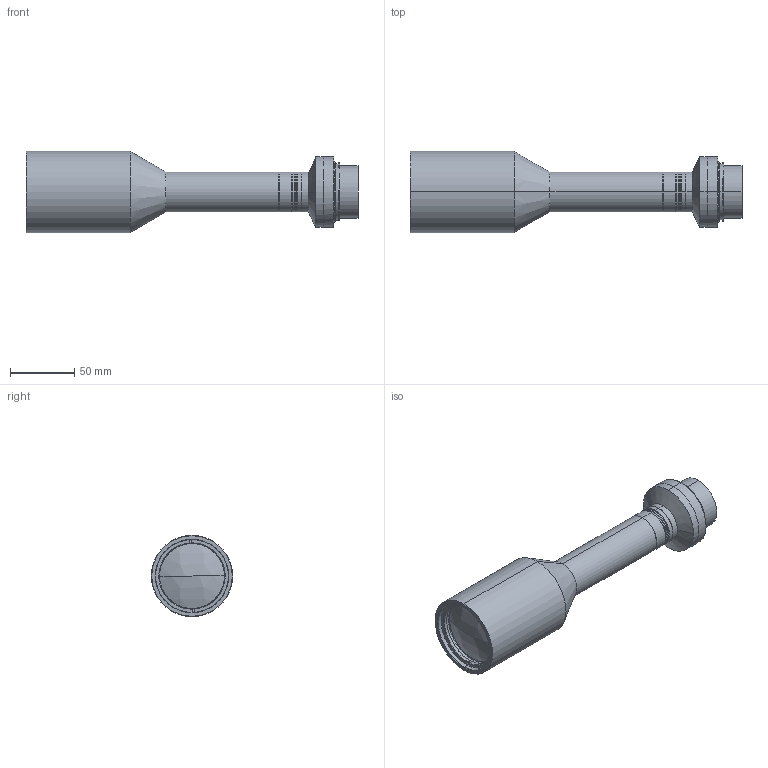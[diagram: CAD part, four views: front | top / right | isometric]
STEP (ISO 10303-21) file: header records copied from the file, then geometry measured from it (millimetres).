
FILE_DESCRIPTION (( 'STEP AP214' ), '1' );
FILE_NAME ('OTLZ28-15-300F.STEP', '2023-05-12T02:13:05', ( '' ), ( '' ), 'SwSTEP 2.0', 'SolidWorks 2022', '' );
FILE_SCHEMA (( 'AUTOMOTIVE_DESIGN' ));
Length unit declared in the file: millimetre
Products named in the file (1): OTLZ28-15-300F
Bounding box: 257.88 x 63 x 63 mm (x, y, z)
Volume: 249700.2 mm3; surface area: 98286.1 mm2
Topology: 21 solids, 21 shells, 346 faces, 776 edges, 495 vertices
Faces by surface type: cylinder 141, plane 96, cone 87, bspline 22
Entity records: 14458 total; most frequent: CARTESIAN_POINT 2352, DIRECTION 1854, ORIENTED_EDGE 1552, AXIS2_PLACEMENT_3D 777, EDGE_CURVE 776, VERTEX_POINT 495, CIRCLE 452, EDGE_LOOP 405
